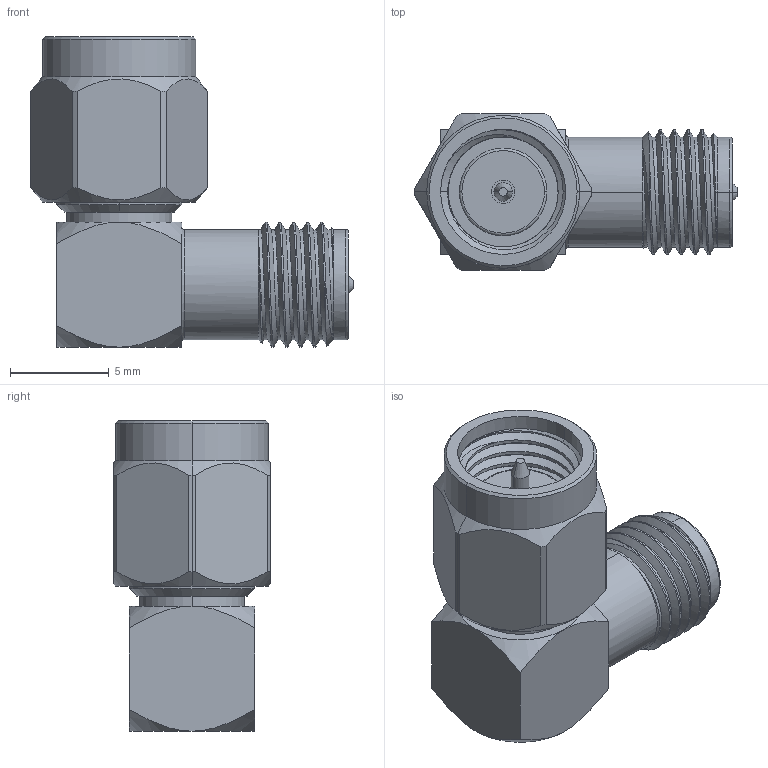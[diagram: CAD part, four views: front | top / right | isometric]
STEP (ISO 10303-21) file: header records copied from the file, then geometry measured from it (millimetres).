
FILE_DESCRIPTION (( 'STEP AP203' ), '1' );
FILE_NAME ('PE91264.step', '2019-07-31T19:26:21', ( '' ), ( '' ), 'SwSTEP 2.0', 'SolidWorks 2018', '' );
FILE_SCHEMA (( 'CONFIG_CONTROL_DESIGN' ));
Length unit declared in the file: inch
Products named in the file (1): PE91264
Bounding box: 16.38 x 7.94 x 15.75 mm (x, y, z)
Volume: 799.7 mm3; surface area: 922 mm2
Topology: 1 solids, 1 shells, 119 faces, 281 edges, 175 vertices
Faces by surface type: cylinder 53, cone 31, plane 23, torus 6, bspline 6
Entity records: 5591 total; most frequent: CARTESIAN_POINT 2969, ORIENTED_EDGE 562, DIRECTION 504, EDGE_CURVE 281, AXIS2_PLACEMENT_3D 211, VERTEX_POINT 175, EDGE_LOOP 130, ADVANCED_FACE 119
